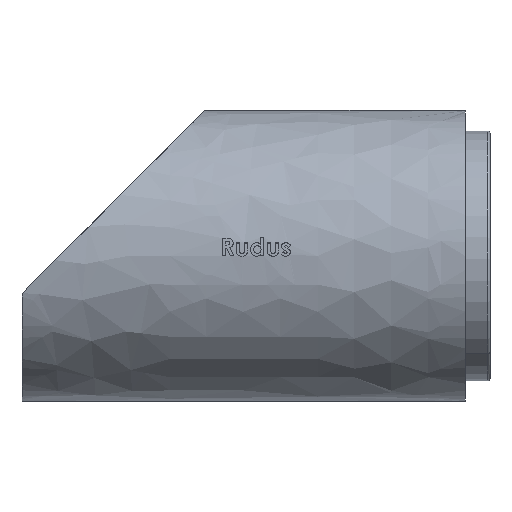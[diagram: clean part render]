
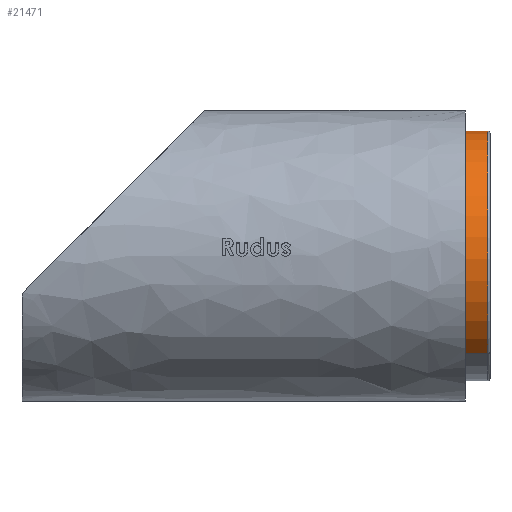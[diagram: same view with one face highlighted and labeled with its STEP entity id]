
A CAD part, front view. The second image highlights one B-rep face of the part: STEP entity #21471.
In plain terms, the highlighted cylindrical face has radius 560 mm (diameter 1120 mm), a partial arc.
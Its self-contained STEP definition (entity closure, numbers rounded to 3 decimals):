
#174 = CARTESIAN_POINT ( 'NONE',  ( -438.087, 348.826, 1989. ) ) ;
#324 = CARTESIAN_POINT ( 'NONE',  ( 438.087, -348.826, 1989. ) ) ;
#2804 = EDGE_CURVE ( 'NONE', #15580, #10429, #17641, .T. ) ;
#3442 = FACE_OUTER_BOUND ( 'NONE', #6239, .T. ) ;
#4258 = VERTEX_POINT ( 'NONE', #4282 ) ;
#4282 = CARTESIAN_POINT ( 'NONE',  ( -438.087, 348.826, 2090. ) ) ;
#5767 = VECTOR ( 'NONE', #6235, 1000. ) ;
#6149 = DIRECTION ( 'NONE',  ( 0., 0., -1. ) ) ;
#6235 = DIRECTION ( 'NONE',  ( 0., 0., -1. ) ) ;
#6239 = EDGE_LOOP ( 'NONE', ( #19072, #7724, #11442, #20908 ) ) ;
#6535 = DIRECTION ( 'NONE',  ( 0., 0., -1. ) ) ;
#6654 = CYLINDRICAL_SURFACE ( 'NONE', #17530, 560. ) ;
#7159 = CARTESIAN_POINT ( 'NONE',  ( 438.087, -348.826, 1989. ) ) ;
#7724 = ORIENTED_EDGE ( 'NONE', *, *, #2804, .T. ) ;
#7858 = LINE ( 'NONE', #14870, #5767 ) ;
#7878 = EDGE_CURVE ( 'NONE', #4258, #15580, #16963, .T. ) ;
#8620 = DIRECTION ( 'NONE',  ( -0.782, 0.623, 0. ) ) ;
#10429 = VERTEX_POINT ( 'NONE', #324 ) ;
#11432 = VECTOR ( 'NONE', #15792, 1000. ) ;
#11442 = ORIENTED_EDGE ( 'NONE', *, *, #20886, .F. ) ;
#12922 = VERTEX_POINT ( 'NONE', #174 ) ;
#12943 = CARTESIAN_POINT ( 'NONE',  ( 0., 0., 1989. ) ) ;
#13253 = DIRECTION ( 'NONE',  ( 0., 0., -1. ) ) ;
#13597 = CARTESIAN_POINT ( 'NONE',  ( 0., 0., 2090. ) ) ;
#14870 = CARTESIAN_POINT ( 'NONE',  ( -438.087, 348.826, 1989. ) ) ;
#14946 = CIRCLE ( 'NONE', #18608, 560. ) ;
#15580 = VERTEX_POINT ( 'NONE', #21303 ) ;
#15792 = DIRECTION ( 'NONE',  ( 0., 0., -1. ) ) ;
#16737 = DIRECTION ( 'NONE',  ( -0.782, 0.623, 0. ) ) ;
#16963 = CIRCLE ( 'NONE', #19926, 560. ) ;
#17530 = AXIS2_PLACEMENT_3D ( 'NONE', #22645, #6535, #8620 ) ;
#17641 = LINE ( 'NONE', #7159, #11432 ) ;
#18608 = AXIS2_PLACEMENT_3D ( 'NONE', #12943, #6149, #16737 ) ;
#19072 = ORIENTED_EDGE ( 'NONE', *, *, #7878, .T. ) ;
#19926 = AXIS2_PLACEMENT_3D ( 'NONE', #13597, #13253, #22233 ) ;
#20213 = EDGE_CURVE ( 'NONE', #4258, #12922, #7858, .T. ) ;
#20886 = EDGE_CURVE ( 'NONE', #12922, #10429, #14946, .T. ) ;
#20908 = ORIENTED_EDGE ( 'NONE', *, *, #20213, .F. ) ;
#21303 = CARTESIAN_POINT ( 'NONE',  ( 438.087, -348.826, 2090. ) ) ;
#21471 = ADVANCED_FACE ( 'NONE', ( #3442 ), #6654, .T. ) ;
#22233 = DIRECTION ( 'NONE',  ( -0.782, 0.623, 0. ) ) ;
#22645 = CARTESIAN_POINT ( 'NONE',  ( 0., 0., 1989. ) ) ;
